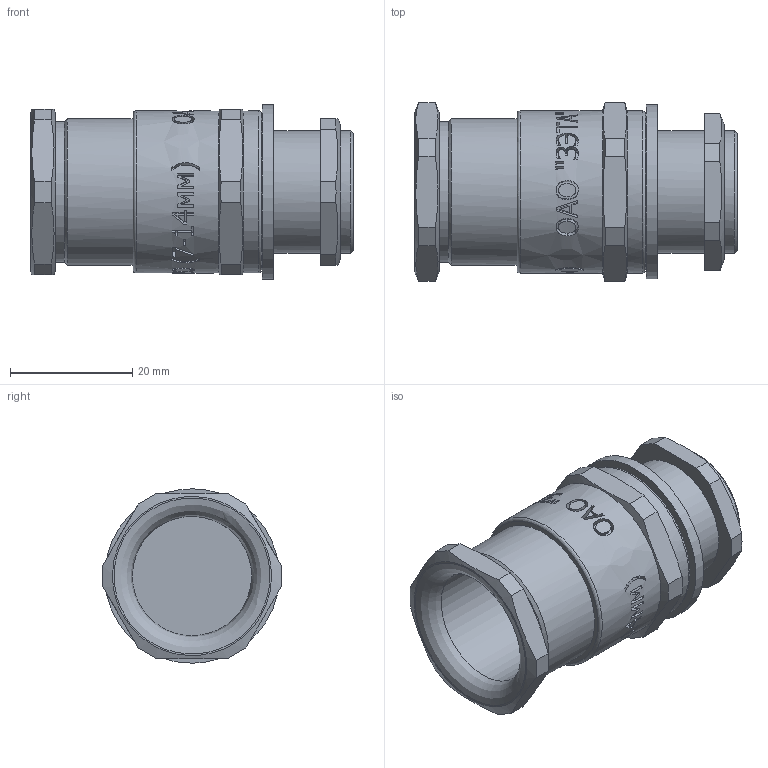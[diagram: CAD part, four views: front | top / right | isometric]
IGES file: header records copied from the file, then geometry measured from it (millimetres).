
Global section: file name: модель ВКВ М20 0714; native system: Autodesk Inventor 2015; preprocessor: unknown; author: Борисов Е.В.,,11,0,; ; date: 20160917.090648; units: centimetre
Bounding box: 52.72 x 29.18 x 28.5 mm (x, y, z)
Volume: 18360.3 mm3; surface area: 8809 mm2
Topology: 2 solids, 2 shells, 446 faces, 1203 edges, 807 vertices
Faces by surface type: bspline 446
